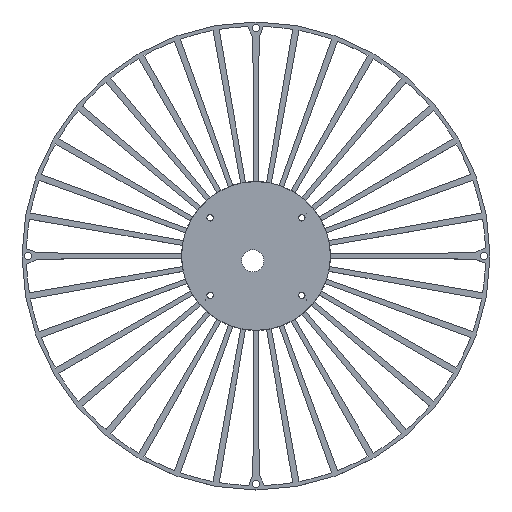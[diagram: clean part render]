
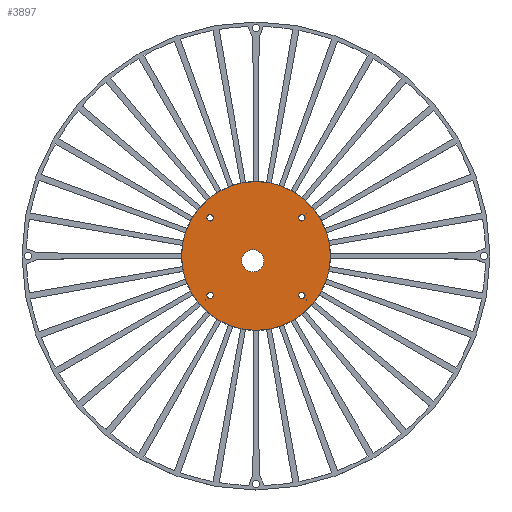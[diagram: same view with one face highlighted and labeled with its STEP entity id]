
A CAD part, top view. The second image highlights one B-rep face of the part: STEP entity #3897.
In plain terms, the highlighted planar face has unit normal (0, 0, 1).
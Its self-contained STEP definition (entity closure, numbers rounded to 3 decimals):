
#75=FACE_BOUND('',#724,.T.);
#76=FACE_BOUND('',#725,.T.);
#77=FACE_BOUND('',#726,.T.);
#78=FACE_BOUND('',#727,.T.);
#79=FACE_BOUND('',#728,.T.);
#80=FACE_BOUND('',#729,.T.);
#81=FACE_BOUND('',#730,.T.);
#82=FACE_BOUND('',#731,.T.);
#85=CIRCLE('',#3918,23.5);
#211=CIRCLE('',#4076,3.5);
#226=CIRCLE('',#4097,1.);
#229=CIRCLE('',#4103,1.);
#235=CIRCLE('',#4114,1.);
#238=CIRCLE('',#4121,1.);
#274=CIRCLE('',#4261,2.);
#275=CIRCLE('',#4264,2.);
#276=CIRCLE('',#4267,2.);
#498=FACE_OUTER_BOUND('',#723,.T.);
#723=EDGE_LOOP('',(#3610));
#724=EDGE_LOOP('',(#3611));
#725=EDGE_LOOP('',(#3612));
#726=EDGE_LOOP('',(#3613));
#727=EDGE_LOOP('',(#3614));
#728=EDGE_LOOP('',(#3615));
#729=EDGE_LOOP('',(#3616,#3617,#3618));
#730=EDGE_LOOP('',(#3619,#3620,#3621));
#731=EDGE_LOOP('',(#3622,#3623,#3624));
#1100=LINE('',#6471,#1485);
#1103=LINE('',#6476,#1488);
#1108=LINE('',#6487,#1493);
#1113=LINE('',#6498,#1498);
#1115=LINE('',#6503,#1500);
#1116=LINE('',#6505,#1501);
#1485=VECTOR('',#5335,10.);
#1488=VECTOR('',#5340,10.);
#1493=VECTOR('',#5351,10.);
#1498=VECTOR('',#5362,10.);
#1500=VECTOR('',#5370,10.);
#1501=VECTOR('',#5373,10.);
#1514=VERTEX_POINT('',#5405);
#1782=VERTEX_POINT('',#6044);
#1803=VERTEX_POINT('',#6095);
#1806=VERTEX_POINT('',#6105);
#1812=VERTEX_POINT('',#6125);
#1815=VERTEX_POINT('',#6137);
#1879=VERTEX_POINT('',#6468);
#1880=VERTEX_POINT('',#6470);
#1881=VERTEX_POINT('',#6474);
#1882=VERTEX_POINT('',#6478);
#1883=VERTEX_POINT('',#6480);
#1884=VERTEX_POINT('',#6485);
#1885=VERTEX_POINT('',#6489);
#1886=VERTEX_POINT('',#6491);
#1887=VERTEX_POINT('',#6496);
#1900=EDGE_CURVE('',#1514,#1514,#85,.T.);
#2240=EDGE_CURVE('',#1782,#1782,#211,.T.);
#2263=EDGE_CURVE('',#1803,#1803,#226,.T.);
#2267=EDGE_CURVE('',#1806,#1806,#229,.T.);
#2276=EDGE_CURVE('',#1812,#1812,#235,.T.);
#2281=EDGE_CURVE('',#1815,#1815,#238,.T.);
#2447=EDGE_CURVE('',#1880,#1879,#1100,.T.);
#2450=EDGE_CURVE('',#1879,#1881,#1103,.T.);
#2452=EDGE_CURVE('',#1883,#1882,#274,.T.);
#2456=EDGE_CURVE('',#1882,#1884,#1108,.T.);
#2458=EDGE_CURVE('',#1886,#1885,#275,.T.);
#2462=EDGE_CURVE('',#1885,#1887,#1113,.T.);
#2463=EDGE_CURVE('',#1881,#1880,#276,.T.);
#2465=EDGE_CURVE('',#1884,#1883,#1115,.T.);
#2466=EDGE_CURVE('',#1887,#1886,#1116,.T.);
#3610=ORIENTED_EDGE('',*,*,#1900,.T.);
#3611=ORIENTED_EDGE('',*,*,#2267,.T.);
#3612=ORIENTED_EDGE('',*,*,#2281,.T.);
#3613=ORIENTED_EDGE('',*,*,#2276,.T.);
#3614=ORIENTED_EDGE('',*,*,#2263,.T.);
#3615=ORIENTED_EDGE('',*,*,#2240,.T.);
#3616=ORIENTED_EDGE('',*,*,#2450,.T.);
#3617=ORIENTED_EDGE('',*,*,#2463,.T.);
#3618=ORIENTED_EDGE('',*,*,#2447,.T.);
#3619=ORIENTED_EDGE('',*,*,#2456,.T.);
#3620=ORIENTED_EDGE('',*,*,#2465,.T.);
#3621=ORIENTED_EDGE('',*,*,#2452,.T.);
#3622=ORIENTED_EDGE('',*,*,#2462,.T.);
#3623=ORIENTED_EDGE('',*,*,#2466,.T.);
#3624=ORIENTED_EDGE('',*,*,#2458,.T.);
#3732=PLANE('',#4270);
#3897=ADVANCED_FACE('',(#498,#75,#76,#77,#78,#79,#80,#81,#82),#3732,.T.);
#3918=AXIS2_PLACEMENT_3D('',#5406,#4295,#4296);
#4076=AXIS2_PLACEMENT_3D('',#6046,#4825,#4826);
#4097=AXIS2_PLACEMENT_3D('',#6096,#4875,#4876);
#4103=AXIS2_PLACEMENT_3D('',#6106,#4888,#4889);
#4114=AXIS2_PLACEMENT_3D('',#6126,#4913,#4914);
#4121=AXIS2_PLACEMENT_3D('',#6138,#4929,#4930);
#4261=AXIS2_PLACEMENT_3D('',#6481,#5344,#5345);
#4264=AXIS2_PLACEMENT_3D('',#6492,#5355,#5356);
#4267=AXIS2_PLACEMENT_3D('',#6500,#5365,#5366);
#4270=AXIS2_PLACEMENT_3D('',#6506,#5374,#5375);
#4295=DIRECTION('center_axis',(0.,0.,1.));
#4296=DIRECTION('ref_axis',(1.,0.,0.));
#4825=DIRECTION('center_axis',(0.,0.,-1.));
#4826=DIRECTION('ref_axis',(1.,0.,0.));
#4875=DIRECTION('center_axis',(0.,0.,-1.));
#4876=DIRECTION('ref_axis',(1.,0.,0.));
#4888=DIRECTION('center_axis',(0.,0.,-1.));
#4889=DIRECTION('ref_axis',(1.,0.,0.));
#4913=DIRECTION('center_axis',(0.,0.,-1.));
#4914=DIRECTION('ref_axis',(1.,0.,0.));
#4929=DIRECTION('center_axis',(0.,0.,-1.));
#4930=DIRECTION('ref_axis',(1.,0.,0.));
#5335=DIRECTION('',(0.,-1.,0.));
#5340=DIRECTION('',(-1.,0.,0.));
#5344=DIRECTION('center_axis',(0.,0.,1.));
#5345=DIRECTION('ref_axis',(1.,0.,0.));
#5351=DIRECTION('',(-1.,0.,0.));
#5355=DIRECTION('center_axis',(0.,0.,1.));
#5356=DIRECTION('ref_axis',(1.,0.,0.));
#5362=DIRECTION('',(1.,0.,0.));
#5365=DIRECTION('center_axis',(0.,0.,1.));
#5366=DIRECTION('ref_axis',(1.,0.,0.));
#5370=DIRECTION('',(0.,1.,0.));
#5373=DIRECTION('',(0.,-1.,0.));
#5374=DIRECTION('center_axis',(0.,0.,1.));
#5375=DIRECTION('ref_axis',(1.,0.,0.));
#5405=CARTESIAN_POINT('',(-23.5,0.,9.));
#5406=CARTESIAN_POINT('Origin',(0.,0.,9.));
#6044=CARTESIAN_POINT('',(-4.51,-1.5,9.));
#6046=CARTESIAN_POINT('Origin',(-1.01,-1.5,9.));
#6095=CARTESIAN_POINT('',(-15.51,-12.461,9.));
#6096=CARTESIAN_POINT('Origin',(-14.51,-12.461,9.));
#6105=CARTESIAN_POINT('',(13.49,12.039,9.));
#6106=CARTESIAN_POINT('Origin',(14.49,12.039,9.));
#6125=CARTESIAN_POINT('',(-15.51,12.039,9.));
#6126=CARTESIAN_POINT('Origin',(-14.51,12.039,9.));
#6137=CARTESIAN_POINT('',(13.49,-12.461,9.));
#6138=CARTESIAN_POINT('Origin',(14.49,-12.461,9.));
#6468=CARTESIAN_POINT('',(15.99,-13.961,9.));
#6470=CARTESIAN_POINT('',(15.99,-13.784,9.));
#6471=CARTESIAN_POINT('',(15.99,-13.961,9.));
#6474=CARTESIAN_POINT('',(15.812,-13.961,9.));
#6476=CARTESIAN_POINT('',(-16.01,-13.961,9.));
#6478=CARTESIAN_POINT('',(-15.833,-13.961,9.));
#6480=CARTESIAN_POINT('',(-16.01,-13.784,9.));
#6481=CARTESIAN_POINT('Origin',(-14.51,-12.461,9.));
#6485=CARTESIAN_POINT('',(-16.01,-13.961,9.));
#6487=CARTESIAN_POINT('',(-16.01,-13.961,9.));
#6489=CARTESIAN_POINT('',(15.812,13.539,9.));
#6491=CARTESIAN_POINT('',(15.99,13.362,9.));
#6492=CARTESIAN_POINT('Origin',(14.49,12.039,9.));
#6496=CARTESIAN_POINT('',(15.99,13.539,9.));
#6498=CARTESIAN_POINT('',(15.99,13.539,9.));
#6500=CARTESIAN_POINT('Origin',(14.49,-12.461,9.));
#6503=CARTESIAN_POINT('',(-16.01,13.539,9.));
#6505=CARTESIAN_POINT('',(15.99,-13.961,9.));
#6506=CARTESIAN_POINT('Origin',(0.,0.,9.));
